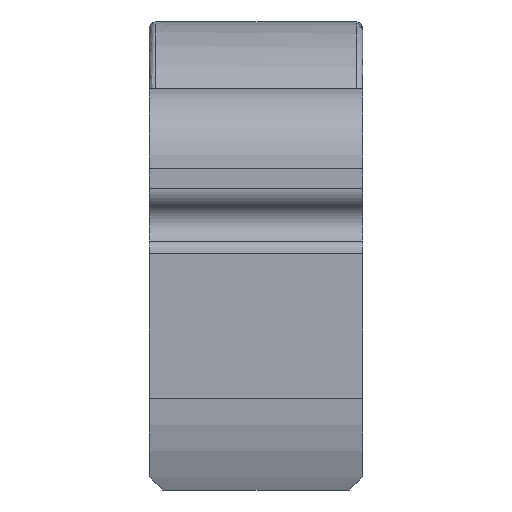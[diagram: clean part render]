
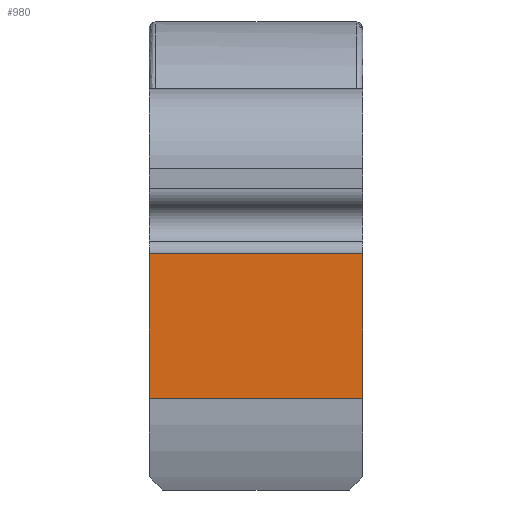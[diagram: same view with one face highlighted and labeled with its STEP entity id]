
A CAD part, front view. The second image highlights one B-rep face of the part: STEP entity #980.
In plain terms, the highlighted planar face has unit normal (0, -1, 0).
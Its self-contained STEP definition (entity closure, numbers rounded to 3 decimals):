
#40=PLANE('',#1082);
#91=LINE('',#2421,#150);
#97=LINE('',#2439,#156);
#98=LINE('',#2446,#157);
#99=LINE('',#2448,#158);
#150=VECTOR('',#1282,10.);
#156=VECTOR('',#1302,10.);
#157=VECTOR('',#1311,16.5);
#158=VECTOR('',#1314,10.);
#235=FACE_OUTER_BOUND('',#296,.T.);
#296=EDGE_LOOP('',(#889,#890,#891,#892));
#461=VERTEX_POINT('',#2418);
#462=VERTEX_POINT('',#2420);
#466=VERTEX_POINT('',#2436);
#467=VERTEX_POINT('',#2438);
#598=EDGE_CURVE('',#462,#461,#91,.T.);
#607=EDGE_CURVE('',#467,#466,#97,.T.);
#611=EDGE_CURVE('',#462,#466,#98,.T.);
#612=EDGE_CURVE('',#467,#461,#99,.T.);
#889=ORIENTED_EDGE('',*,*,#611,.F.);
#890=ORIENTED_EDGE('',*,*,#598,.T.);
#891=ORIENTED_EDGE('',*,*,#612,.F.);
#892=ORIENTED_EDGE('',*,*,#607,.T.);
#980=ADVANCED_FACE('',(#235),#40,.T.);
#1082=AXIS2_PLACEMENT_3D('',#2447,#1312,#1313);
#1282=DIRECTION('',(0.,0.,1.));
#1302=DIRECTION('',(0.,0.,-1.));
#1311=DIRECTION('',(-1.,0.,0.));
#1312=DIRECTION('center_axis',(0.,-1.,0.));
#1313=DIRECTION('ref_axis',(1.,0.,0.));
#1314=DIRECTION('',(1.,0.,0.));
#2418=CARTESIAN_POINT('',(8.,-30.45,35.827));
#2420=CARTESIAN_POINT('',(8.,-30.45,24.992));
#2421=CARTESIAN_POINT('',(8.,-30.45,-30.194));
#2436=CARTESIAN_POINT('',(-8.,-30.45,24.992));
#2438=CARTESIAN_POINT('',(-8.,-30.45,35.827));
#2439=CARTESIAN_POINT('',(-8.,-30.45,-29.688));
#2446=CARTESIAN_POINT('',(0.,-30.45,24.992));
#2447=CARTESIAN_POINT('Origin',(0.,-30.45,-11.191));
#2448=CARTESIAN_POINT('',(-8.,-30.45,35.827));
